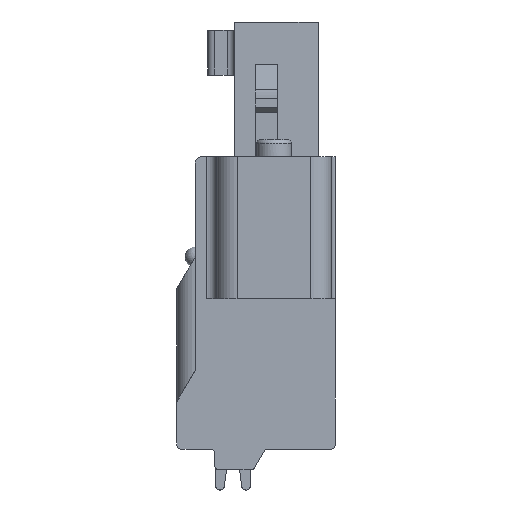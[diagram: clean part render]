
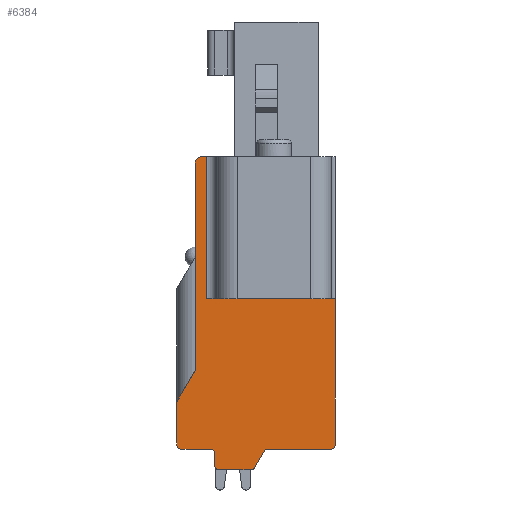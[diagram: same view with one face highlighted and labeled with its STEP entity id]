
A CAD part, front view. The second image highlights one B-rep face of the part: STEP entity #6384.
In plain terms, the highlighted planar face has unit normal (0, -1, 0).
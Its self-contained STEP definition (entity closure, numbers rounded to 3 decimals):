
#94=DIRECTION('',(-1.,0.,0.));
#95=VECTOR('',#94,0.25);
#96=CARTESIAN_POINT('',(-6.3,-11.43,0.));
#97=LINE('',#96,#95);
#709=DIRECTION('',(0.,0.,-1.));
#710=VECTOR('',#709,10.141);
#711=CARTESIAN_POINT('',(-6.85,-11.43,
-0.3));
#712=LINE('',#711,#710);
#783=DIRECTION('',(0.,0.,-1.));
#784=VECTOR('',#783,2.1);
#785=CARTESIAN_POINT('',(-7.75,-11.43,-12.));
#786=LINE('',#785,#784);
#799=DIRECTION('',(1.,0.,0.));
#800=VECTOR('',#799,1.45);
#801=CARTESIAN_POINT('',(-7.55,-11.43,-14.3));
#802=LINE('',#801,#800);
#807=DIRECTION('',(1.,0.,0.));
#808=VECTOR('',#807,3.107);
#809=CARTESIAN_POINT('',(-3.307,-11.43,-14.3));
#810=LINE('',#809,#808);
#889=DIRECTION('',(0.,0.,1.));
#890=VECTOR('',#889,7.15);
#891=CARTESIAN_POINT('',(0.,-11.43,-14.1));
#892=LINE('',#891,#890);
#1370=DIRECTION('',(1.,0.,0.));
#1371=VECTOR('',#1370,6.3);
#1372=CARTESIAN_POINT('',(-6.3,-11.43,-6.95));
#1373=LINE('',#1372,#1371);
#1374=CARTESIAN_POINT('',(-0.2,-11.43,-14.1));
#1375=DIRECTION('',(0.,1.,0.));
#1376=DIRECTION('',(1.,0.,0.));
#1377=AXIS2_PLACEMENT_3D('',#1374,#1375,#1376);
#1379=CARTESIAN_POINT('',(-3.307,-11.43,-14.5));
#1380=DIRECTION('',(0.,-1.,0.));
#1381=DIRECTION('',(0.,0.,1.));
#1382=AXIS2_PLACEMENT_3D('',#1379,#1380,#1381);
#1384=DIRECTION('',(-0.5,0.,-0.866));
#1385=VECTOR('',#1384,0.924);
#1386=CARTESIAN_POINT('',(-3.48,-11.43,
-14.4));
#1387=LINE('',#1386,#1385);
#1388=CARTESIAN_POINT('',(-4.115,-11.43,-15.1));
#1389=DIRECTION('',(0.,1.,0.));
#1390=DIRECTION('',(0.866,0.,-0.5));
#1391=AXIS2_PLACEMENT_3D('',#1388,#1389,#1390);
#1393=CARTESIAN_POINT('',(-5.7,-11.43,-15.1));
#1394=DIRECTION('',(0.,1.,0.));
#1395=DIRECTION('',(0.,0.,-1.));
#1396=AXIS2_PLACEMENT_3D('',#1393,#1394,#1395);
#1398=CARTESIAN_POINT('',(-6.1,-11.43,-14.5));
#1399=DIRECTION('',(0.,-1.,0.));
#1400=DIRECTION('',(1.,0.,0.));
#1401=AXIS2_PLACEMENT_3D('',#1398,#1399,#1400);
#1403=CARTESIAN_POINT('',(-7.55,-11.43,-14.1));
#1404=DIRECTION('',(0.,1.,0.));
#1405=DIRECTION('',(0.,0.,-1.));
#1406=AXIS2_PLACEMENT_3D('',#1403,#1404,#1405);
#1408=DIRECTION('',(0.5,0.,0.866));
#1409=VECTOR('',#1408,1.8);
#1410=CARTESIAN_POINT('',(-7.75,-11.43,-12.));
#1411=LINE('',#1410,#1409);
#1412=CARTESIAN_POINT('',(-6.55,-11.43,-0.3));
#1413=DIRECTION('',(0.,1.,0.));
#1414=DIRECTION('',(-1.,0.,0.));
#1415=AXIS2_PLACEMENT_3D('',#1412,#1413,#1414);
#1421=DIRECTION('',(0.,0.,1.));
#1422=VECTOR('',#1421,6.95);
#1423=CARTESIAN_POINT('',(-6.3,-11.43,-6.95));
#1424=LINE('',#1423,#1422);
#1707=DIRECTION('',(0.,0.,-1.));
#1708=VECTOR('',#1707,0.6);
#1709=CARTESIAN_POINT('',(-5.9,-11.43,-14.5));
#1710=LINE('',#1709,#1708);
#1719=DIRECTION('',(1.,0.,0.));
#1720=VECTOR('',#1719,1.585);
#1721=CARTESIAN_POINT('',(-5.7,-11.43,-15.3));
#1722=LINE('',#1721,#1720);
#3615=CARTESIAN_POINT('',(-6.3,-11.43,0.));
#3616=VERTEX_POINT('',#3615);
#3617=CARTESIAN_POINT('',(-6.55,-11.43,0.));
#3618=VERTEX_POINT('',#3617);
#3679=CARTESIAN_POINT('',(0.,-11.43,-14.1));
#3680=CARTESIAN_POINT('',(0.,-11.43,-6.95));
#3681=VERTEX_POINT('',#3679);
#3682=VERTEX_POINT('',#3680);
#3683=CARTESIAN_POINT('',(-0.2,-11.43,-14.3));
#3684=VERTEX_POINT('',#3683);
#3685=CARTESIAN_POINT('',(-7.55,-11.43,-14.3));
#3686=CARTESIAN_POINT('',(-6.1,-11.43,-14.3));
#3687=VERTEX_POINT('',#3685);
#3688=VERTEX_POINT('',#3686);
#3693=CARTESIAN_POINT('',(-3.307,-11.43,-14.3));
#3694=VERTEX_POINT('',#3693);
#3917=CARTESIAN_POINT('',(-7.75,-11.43,-14.1));
#3918=VERTEX_POINT('',#3917);
#3929=CARTESIAN_POINT('',(-7.75,-11.43,-12.));
#3930=VERTEX_POINT('',#3929);
#3945=CARTESIAN_POINT('',(-6.85,-11.43,
-0.3));
#3946=VERTEX_POINT('',#3945);
#3947=CARTESIAN_POINT('',(-6.85,-11.43,
-10.441));
#3948=VERTEX_POINT('',#3947);
#4117=CARTESIAN_POINT('',(-6.3,-11.43,-6.95));
#4118=VERTEX_POINT('',#4117);
#4119=CARTESIAN_POINT('',(-3.48,-11.43,
-14.4));
#4120=VERTEX_POINT('',#4119);
#4121=CARTESIAN_POINT('',(-3.942,-11.43,
-15.2));
#4122=VERTEX_POINT('',#4121);
#4123=CARTESIAN_POINT('',(-4.115,-11.43,-15.3));
#4124=VERTEX_POINT('',#4123);
#4125=CARTESIAN_POINT('',(-5.7,-11.43,-15.3));
#4126=VERTEX_POINT('',#4125);
#4127=CARTESIAN_POINT('',(-5.9,-11.43,-15.1));
#4128=VERTEX_POINT('',#4127);
#4129=CARTESIAN_POINT('',(-5.9,-11.43,-14.5));
#4130=VERTEX_POINT('',#4129);
#6347=CARTESIAN_POINT('',(0.,-11.43,0.));
#6348=DIRECTION('',(0.,1.,0.));
#6349=DIRECTION('',(1.,0.,0.));
#6350=AXIS2_PLACEMENT_3D('',#6347,#6348,#6349);
#6351=PLANE('',#6350);
#6353=ORIENTED_EDGE('',*,*,#6352,.F.);
#6355=ORIENTED_EDGE('',*,*,#6354,.T.);
#6356=ORIENTED_EDGE('',*,*,#5751,.F.);
#6357=ORIENTED_EDGE('',*,*,#5735,.T.);
#6358=ORIENTED_EDGE('',*,*,#5652,.F.);
#6360=ORIENTED_EDGE('',*,*,#6359,.T.);
#6362=ORIENTED_EDGE('',*,*,#6361,.T.);
#6364=ORIENTED_EDGE('',*,*,#6363,.T.);
#6366=ORIENTED_EDGE('',*,*,#6365,.F.);
#6368=ORIENTED_EDGE('',*,*,#6367,.T.);
#6370=ORIENTED_EDGE('',*,*,#6369,.F.);
#6372=ORIENTED_EDGE('',*,*,#6371,.T.);
#6373=ORIENTED_EDGE('',*,*,#5644,.F.);
#6374=ORIENTED_EDGE('',*,*,#5621,.T.);
#6375=ORIENTED_EDGE('',*,*,#5606,.F.);
#6377=ORIENTED_EDGE('',*,*,#6376,.T.);
#6378=ORIENTED_EDGE('',*,*,#5524,.F.);
#6380=ORIENTED_EDGE('',*,*,#6379,.T.);
#6381=ORIENTED_EDGE('',*,*,#4697,.F.);
#6382=EDGE_LOOP('',(#6353,#6355,#6356,#6357,#6358,#6360,#6362,#6364,#6366,#6368,
#6370,#6372,#6373,#6374,#6375,#6377,#6378,#6380,#6381));
#6383=FACE_OUTER_BOUND('',#6382,.F.);
#1378=CIRCLE('',#1377,0.2);
#1383=CIRCLE('',#1382,0.2);
#1392=CIRCLE('',#1391,0.2);
#1397=CIRCLE('',#1396,0.2);
#1402=CIRCLE('',#1401,0.2);
#1407=CIRCLE('',#1406,0.2);
#1416=CIRCLE('',#1415,0.3);
#4697=EDGE_CURVE('',#3616,#3618,#97,.T.);
#5524=EDGE_CURVE('',#3946,#3948,#712,.T.);
#5606=EDGE_CURVE('',#3930,#3918,#786,.T.);
#5621=EDGE_CURVE('',#3687,#3918,#1407,.T.);
#5644=EDGE_CURVE('',#3687,#3688,#802,.T.);
#5652=EDGE_CURVE('',#3694,#3684,#810,.T.);
#5735=EDGE_CURVE('',#3681,#3684,#1378,.T.);
#5751=EDGE_CURVE('',#3681,#3682,#892,.T.);
#6352=EDGE_CURVE('',#4118,#3616,#1424,.T.);
#6354=EDGE_CURVE('',#4118,#3682,#1373,.T.);
#6359=EDGE_CURVE('',#3694,#4120,#1383,.T.);
#6361=EDGE_CURVE('',#4120,#4122,#1387,.T.);
#6363=EDGE_CURVE('',#4122,#4124,#1392,.T.);
#6365=EDGE_CURVE('',#4126,#4124,#1722,.T.);
#6367=EDGE_CURVE('',#4126,#4128,#1397,.T.);
#6369=EDGE_CURVE('',#4130,#4128,#1710,.T.);
#6371=EDGE_CURVE('',#4130,#3688,#1402,.T.);
#6376=EDGE_CURVE('',#3930,#3948,#1411,.T.);
#6379=EDGE_CURVE('',#3946,#3618,#1416,.T.);
#6384=ADVANCED_FACE('',(#6383),#6351,.F.);
